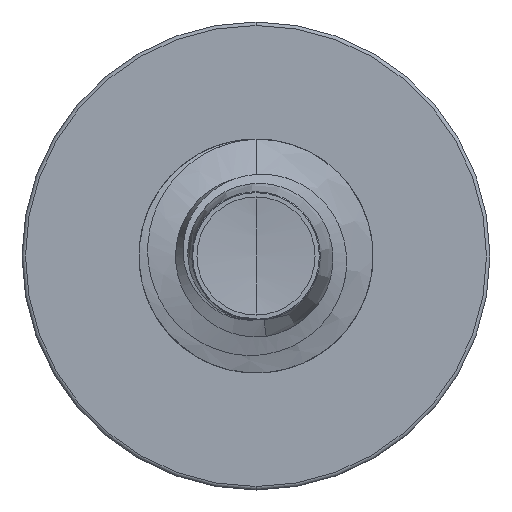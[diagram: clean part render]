
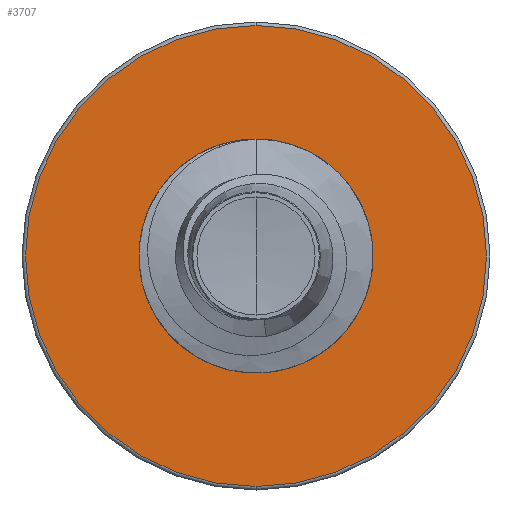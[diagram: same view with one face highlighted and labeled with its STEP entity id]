
A CAD part, front view. The second image highlights one B-rep face of the part: STEP entity #3707.
In plain terms, the highlighted planar face has unit normal (0, -1, 0).
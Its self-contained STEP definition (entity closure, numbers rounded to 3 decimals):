
#855 = CARTESIAN_POINT ( 'NONE',  ( 0., 10., 3.448 ) ) ;
#1032 = CARTESIAN_POINT ( 'NONE',  ( 0., 10., -1.722 ) ) ;
#1491 = EDGE_CURVE ( 'NONE', #3128, #13849, #18357, .T. ) ;
#2259 = DIRECTION ( 'NONE',  ( 0., 0., 1. ) ) ;
#2285 = DIRECTION ( 'NONE',  ( 0., 1., 0. ) ) ;
#2321 = CARTESIAN_POINT ( 'NONE',  ( 0., 10., 0. ) ) ;
#2488 = CIRCLE ( 'NONE', #15531, 3.448 ) ;
#2547 = ORIENTED_EDGE ( 'NONE', *, *, #17148, .T. ) ;
#2736 = EDGE_LOOP ( 'NONE', ( #17720, #17723 ) ) ;
#3128 = VERTEX_POINT ( 'NONE', #4277 ) ;
#3293 = EDGE_CURVE ( 'NONE', #13849, #3128, #2488, .T. ) ;
#3322 = DIRECTION ( 'NONE',  ( 0., 0., 1. ) ) ;
#3345 = DIRECTION ( 'NONE',  ( 0., 1., 0. ) ) ;
#3351 = CARTESIAN_POINT ( 'NONE',  ( 0., 10., 0. ) ) ;
#3667 = EDGE_LOOP ( 'NONE', ( #15036, #2547 ) ) ;
#3707 = ADVANCED_FACE ( 'NONE', ( #10383, #13702 ), #12027, .F. ) ;
#4277 = CARTESIAN_POINT ( 'NONE',  ( 0., 10., -3.447 ) ) ;
#5773 = EDGE_CURVE ( 'NONE', #16480, #17782, #15048, .T. ) ;
#6356 = DIRECTION ( 'NONE',  ( 0., 0., 1. ) ) ;
#6376 = DIRECTION ( 'NONE',  ( 0., 1., 0. ) ) ;
#6386 = CARTESIAN_POINT ( 'NONE',  ( 0., 10., 0. ) ) ;
#6738 = CIRCLE ( 'NONE', #10387, 1.722 ) ;
#8957 = CARTESIAN_POINT ( 'NONE',  ( 0., 10., 0. ) ) ;
#10383 = FACE_OUTER_BOUND ( 'NONE', #2736, .T. ) ;
#10387 = AXIS2_PLACEMENT_3D ( 'NONE', #8957, #17340, #10501 ) ;
#10501 = DIRECTION ( 'NONE',  ( 0., 0., 1. ) ) ;
#10927 = CARTESIAN_POINT ( 'NONE',  ( 0., 10., 1.722 ) ) ;
#11967 = DIRECTION ( 'NONE',  ( 0., 0., 1. ) ) ;
#11985 = DIRECTION ( 'NONE',  ( 0., 1., 0. ) ) ;
#12027 = PLANE ( 'NONE',  #17164 ) ;
#13702 = FACE_BOUND ( 'NONE', #3667, .T. ) ;
#13849 = VERTEX_POINT ( 'NONE', #855 ) ;
#13949 = AXIS2_PLACEMENT_3D ( 'NONE', #3351, #3345, #3322 ) ;
#14554 = CARTESIAN_POINT ( 'NONE',  ( 0., 10., -1.722 ) ) ;
#15036 = ORIENTED_EDGE ( 'NONE', *, *, #5773, .T. ) ;
#15048 = CIRCLE ( 'NONE', #15193, 1.722 ) ;
#15193 = AXIS2_PLACEMENT_3D ( 'NONE', #6386, #6376, #6356 ) ;
#15531 = AXIS2_PLACEMENT_3D ( 'NONE', #2321, #2285, #2259 ) ;
#16480 = VERTEX_POINT ( 'NONE', #10927 ) ;
#17148 = EDGE_CURVE ( 'NONE', #17782, #16480, #6738, .T. ) ;
#17164 = AXIS2_PLACEMENT_3D ( 'NONE', #14554, #11985, #11967 ) ;
#17340 = DIRECTION ( 'NONE',  ( 0., 1., 0. ) ) ;
#17720 = ORIENTED_EDGE ( 'NONE', *, *, #3293, .F. ) ;
#17723 = ORIENTED_EDGE ( 'NONE', *, *, #1491, .F. ) ;
#17782 = VERTEX_POINT ( 'NONE', #1032 ) ;
#18357 = CIRCLE ( 'NONE', #13949, 3.448 ) ;
